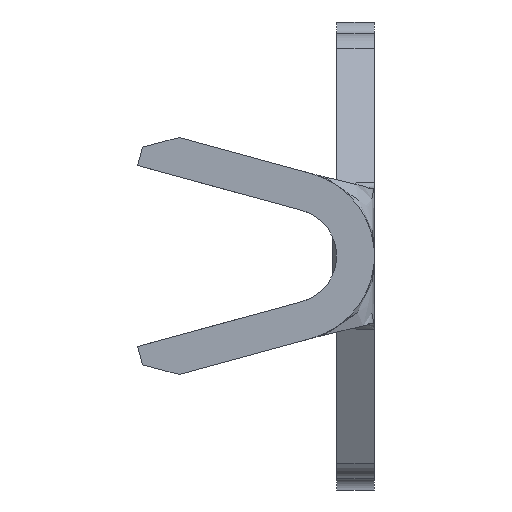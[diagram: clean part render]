
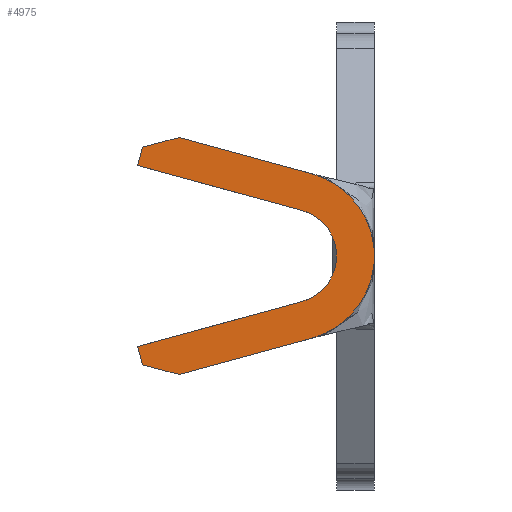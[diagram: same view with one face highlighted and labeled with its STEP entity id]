
A CAD part, left-side view. The second image highlights one B-rep face of the part: STEP entity #4975.
In plain terms, the highlighted planar face has unit normal (-1, 0, 0).
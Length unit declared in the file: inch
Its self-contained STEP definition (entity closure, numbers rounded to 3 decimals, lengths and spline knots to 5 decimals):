
#7 = CARTESIAN_POINT ( 'NONE',  ( -0.375, 0.05303, 0.06945 ) ) ;
#9 = CARTESIAN_POINT ( 'NONE',  ( -0.375, 0.2, 0.07643 ) ) ;
#39 = CARTESIAN_POINT ( 'NONE',  ( -0.375, 0.2, 0.07643 ) ) ;
#51 = EDGE_CURVE ( 'NONE', #3918, #3492, #4499, .T. ) ;
#61 = DIRECTION ( 'NONE',  ( 0., 0., 1. ) ) ;
#81 = DIRECTION ( 'NONE',  ( 0., -0.967, -0.254 ) ) ;
#135 = CARTESIAN_POINT ( 'NONE',  ( -0.375, 0.19578, 0.09187 ) ) ;
#136 = EDGE_CURVE ( 'NONE', #2406, #918, #5695, .T. ) ;
#185 = CARTESIAN_POINT ( 'NONE',  ( -0.375, 0.2, -0.07643 ) ) ;
#281 = ORIENTED_EDGE ( 'NONE', *, *, #51, .T. ) ;
#296 = EDGE_LOOP ( 'NONE', ( #1301, #3286, #1548, #2933, #6397, #3410, #281, #5136, #3985, #5537 ) ) ;
#491 = CARTESIAN_POINT ( 'NONE',  ( -0.375, 0.19578, -0.09187 ) ) ;
#498 = EDGE_CURVE ( 'NONE', #1151, #1211, #1877, .T. ) ;
#515 = VERTEX_POINT ( 'NONE', #39 ) ;
#584 = VERTEX_POINT ( 'NONE', #2150 ) ;
#601 = VERTEX_POINT ( 'NONE', #135 ) ;
#610 = CARTESIAN_POINT ( 'NONE',  ( -0.375, 0.072, 0. ) ) ;
#650 = CARTESIAN_POINT ( 'NONE',  ( -0.375, 0.19578, 0.09187 ) ) ;
#695 = CARTESIAN_POINT ( 'NONE',  ( -0.375, 0.2, -0.07643 ) ) ;
#903 = AXIS2_PLACEMENT_3D ( 'NONE', #3067, #5473, #61 ) ;
#918 = VERTEX_POINT ( 'NONE', #5740 ) ;
#941 = CARTESIAN_POINT ( 'NONE',  ( -0.375, 0.16483, 0.1 ) ) ;
#1005 = LINE ( 'NONE', #185, #3661 ) ;
#1067 = LINE ( 'NONE', #650, #2264 ) ;
#1104 = DIRECTION ( 'NONE',  ( 0., 0., 1. ) ) ;
#1151 = VERTEX_POINT ( 'NONE', #2821 ) ;
#1158 = CARTESIAN_POINT ( 'NONE',  ( -0.375, 0.06146, -0.03859 ) ) ;
#1204 = LINE ( 'NONE', #6256, #5059 ) ;
#1211 = VERTEX_POINT ( 'NONE', #1312 ) ;
#1301 = ORIENTED_EDGE ( 'NONE', *, *, #136, .T. ) ;
#1312 = CARTESIAN_POINT ( 'NONE',  ( -0.375, 0.16483, -0.1 ) ) ;
#1544 = DIRECTION ( 'NONE',  ( 0., 0.965, 0.264 ) ) ;
#1548 = ORIENTED_EDGE ( 'NONE', *, *, #2817, .T. ) ;
#1753 = EDGE_CURVE ( 'NONE', #515, #584, #1204, .T. ) ;
#1801 = AXIS2_PLACEMENT_3D ( 'NONE', #5502, #6016, #2980 ) ;
#1877 = LINE ( 'NONE', #491, #4373 ) ;
#1902 = VECTOR ( 'NONE', #2552, 39.37008 ) ;
#1991 = PLANE ( 'NONE',  #1801 ) ;
#2150 = CARTESIAN_POINT ( 'NONE',  ( -0.375, 0.06146, 0.03859 ) ) ;
#2264 = VECTOR ( 'NONE', #3328, 39.37008 ) ;
#2274 = LINE ( 'NONE', #7, #3426 ) ;
#2406 = VERTEX_POINT ( 'NONE', #5091 ) ;
#2442 = LINE ( 'NONE', #2491, #3588 ) ;
#2491 = CARTESIAN_POINT ( 'NONE',  ( -0.375, 0.05303, -0.06945 ) ) ;
#2552 = DIRECTION ( 'NONE',  ( 0., 0.264, -0.965 ) ) ;
#2791 = CIRCLE ( 'NONE', #5747, 0.04 ) ;
#2817 = EDGE_CURVE ( 'NONE', #3455, #601, #1067, .T. ) ;
#2821 = CARTESIAN_POINT ( 'NONE',  ( -0.375, 0.19578, -0.09187 ) ) ;
#2933 = ORIENTED_EDGE ( 'NONE', *, *, #5051, .T. ) ;
#2980 = DIRECTION ( 'NONE',  ( 0., 0., 1. ) ) ;
#3060 = LINE ( 'NONE', #9, #1902 ) ;
#3067 = CARTESIAN_POINT ( 'NONE',  ( -0.375, 0.072, 0. ) ) ;
#3092 = FACE_OUTER_BOUND ( 'NONE', #296, .T. ) ;
#3114 = DIRECTION ( 'NONE',  ( 0., 0.965, -0.264 ) ) ;
#3286 = ORIENTED_EDGE ( 'NONE', *, *, #4191, .T. ) ;
#3328 = DIRECTION ( 'NONE',  ( 0., 0.967, -0.254 ) ) ;
#3410 = ORIENTED_EDGE ( 'NONE', *, *, #4558, .T. ) ;
#3426 = VECTOR ( 'NONE', #1544, 39.37008 ) ;
#3455 = VERTEX_POINT ( 'NONE', #941 ) ;
#3492 = VERTEX_POINT ( 'NONE', #695 ) ;
#3588 = VECTOR ( 'NONE', #5050, 39.37008 ) ;
#3661 = VECTOR ( 'NONE', #4203, 39.37008 ) ;
#3918 = VERTEX_POINT ( 'NONE', #1158 ) ;
#3985 = ORIENTED_EDGE ( 'NONE', *, *, #498, .T. ) ;
#4106 = DIRECTION ( 'NONE',  ( 1., 0., 0. ) ) ;
#4191 = EDGE_CURVE ( 'NONE', #918, #3455, #2274, .T. ) ;
#4203 = DIRECTION ( 'NONE',  ( 0., -0.264, -0.965 ) ) ;
#4373 = VECTOR ( 'NONE', #81, 39.37008 ) ;
#4499 = LINE ( 'NONE', #4655, #6026 ) ;
#4558 = EDGE_CURVE ( 'NONE', #584, #3918, #2791, .T. ) ;
#4655 = CARTESIAN_POINT ( 'NONE',  ( -0.375, 0.06146, -0.03859 ) ) ;
#4975 = ADVANCED_FACE ( 'NONE', ( #3092 ), #1991, .T. ) ;
#5050 = DIRECTION ( 'NONE',  ( 0., -0.965, 0.264 ) ) ;
#5051 = EDGE_CURVE ( 'NONE', #601, #515, #3060, .T. ) ;
#5059 = VECTOR ( 'NONE', #6329, 39.37008 ) ;
#5091 = CARTESIAN_POINT ( 'NONE',  ( -0.375, 0.05303, -0.06945 ) ) ;
#5136 = ORIENTED_EDGE ( 'NONE', *, *, #6234, .T. ) ;
#5473 = DIRECTION ( 'NONE',  ( -1., 0., 0. ) ) ;
#5502 = CARTESIAN_POINT ( 'NONE',  ( -0.375, 0.072, 0. ) ) ;
#5537 = ORIENTED_EDGE ( 'NONE', *, *, #5996, .T. ) ;
#5695 = CIRCLE ( 'NONE', #903, 0.072 ) ;
#5740 = CARTESIAN_POINT ( 'NONE',  ( -0.375, 0.05303, 0.06945 ) ) ;
#5747 = AXIS2_PLACEMENT_3D ( 'NONE', #610, #4106, #1104 ) ;
#5996 = EDGE_CURVE ( 'NONE', #1211, #2406, #2442, .T. ) ;
#6016 = DIRECTION ( 'NONE',  ( -1., 0., 0. ) ) ;
#6026 = VECTOR ( 'NONE', #3114, 39.37008 ) ;
#6234 = EDGE_CURVE ( 'NONE', #3492, #1151, #1005, .T. ) ;
#6256 = CARTESIAN_POINT ( 'NONE',  ( -0.375, 0.06146, 0.03859 ) ) ;
#6329 = DIRECTION ( 'NONE',  ( 0., -0.965, -0.264 ) ) ;
#6397 = ORIENTED_EDGE ( 'NONE', *, *, #1753, .T. ) ;
